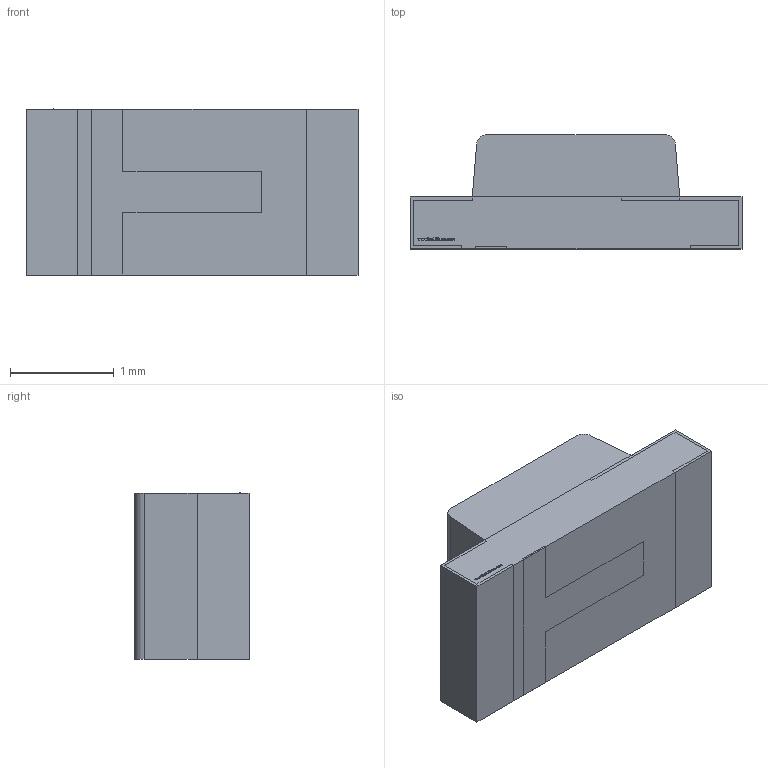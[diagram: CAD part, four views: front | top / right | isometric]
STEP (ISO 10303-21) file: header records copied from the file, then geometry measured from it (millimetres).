
FILE_DESCRIPTION (( 'STEP AP214' ), '1' );
FILE_NAME ('XZxx55.STEP', '2015-09-10T23:17:11', ( '' ), ( '' ), 'SwSTEP 2.0', 'SolidWorks 2012', '' );
FILE_SCHEMA (( 'AUTOMOTIVE_DESIGN' ));
Length unit declared in the file: millimetre
Products named in the file (1): XZxx55
Bounding box: 3.2 x 1.1 x 1.6 mm (x, y, z)
Volume: 4.5 mm3; surface area: 38.3 mm2
Topology: 7 solids, 7 shells, 288 faces, 762 edges, 508 vertices
Faces by surface type: plane 187, bspline 99, cylinder 2
Entity records: 15911 total; most frequent: CARTESIAN_POINT 6914, ORIENTED_EDGE 1524, DIRECTION 948, EDGE_CURVE 762, LINE 560, VECTOR 560, VERTEX_POINT 508, EDGE_LOOP 308
